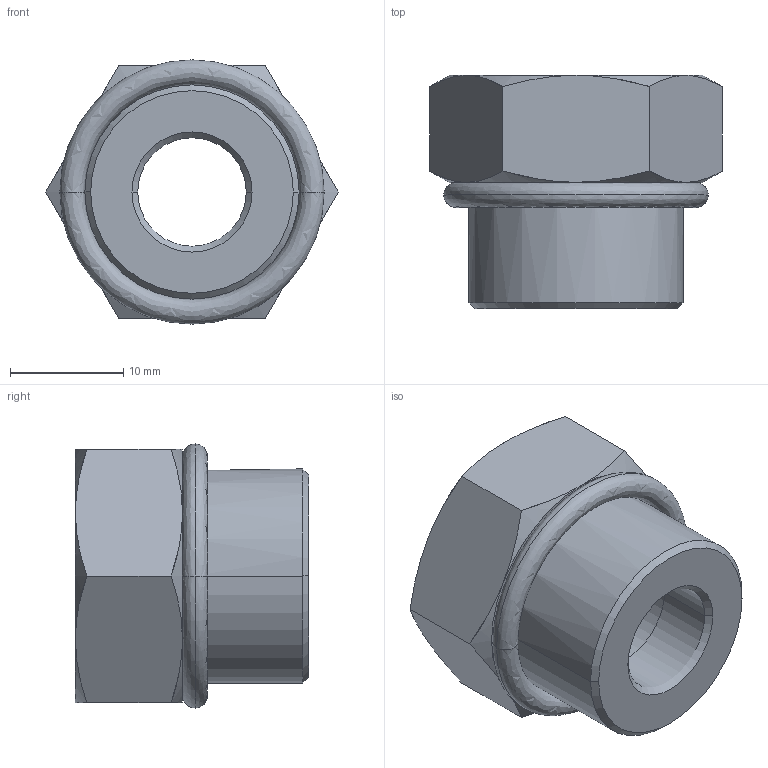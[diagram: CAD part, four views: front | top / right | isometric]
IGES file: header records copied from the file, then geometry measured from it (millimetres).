
Start section:  PTC IGES file: ilc30801284.igs
Global section: file name: ilc30801284.igs; native system: Pro/ENGINEER by Parametric Technology Corporation; preprocessor: 2007460; author: twa; organization: Unknown; date: 20130111.134644; units: inch
Bounding box: 25.81 x 20.57 x 23.32 mm (x, y, z)
Surface area: 3556.8 mm2 (no closed solid volume)
Topology: 0 solids, 0 shells, 40 faces, 170 edges, 170 vertices
Faces by surface type: revolution 29, bspline 11
